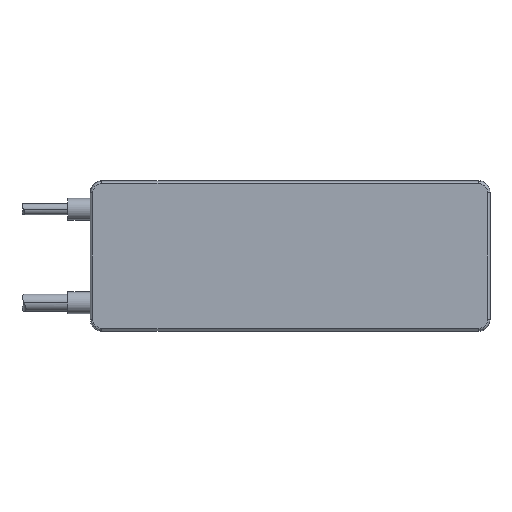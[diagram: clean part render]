
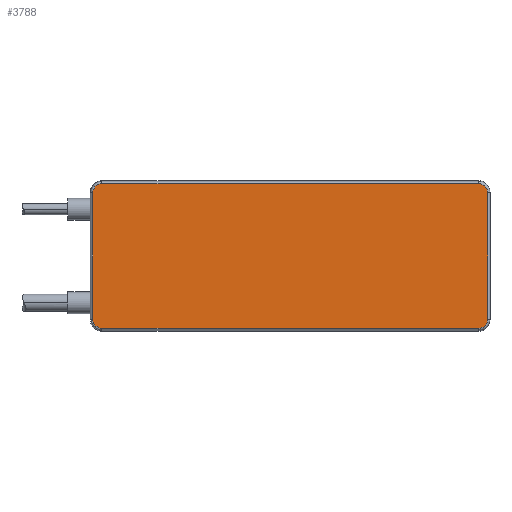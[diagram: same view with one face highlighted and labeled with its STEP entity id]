
A CAD part, front view. The second image highlights one B-rep face of the part: STEP entity #3788.
In plain terms, the highlighted planar face has unit normal (0, -1, 0).
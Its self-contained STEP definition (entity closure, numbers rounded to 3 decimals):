
#545=CARTESIAN_POINT('',(150.167,-7.85,-31.668));
#546=CARTESIAN_POINT('',(150.401,-7.85,-31.668));
#547=CARTESIAN_POINT('',(150.862,-7.85,-31.628));
#548=CARTESIAN_POINT('',(151.541,-7.85,-31.446));
#549=CARTESIAN_POINT('',(152.176,-7.85,-31.15));
#550=CARTESIAN_POINT('',(152.751,-7.85,-30.748));
#551=CARTESIAN_POINT('',(153.247,-7.85,-30.252));
#552=CARTESIAN_POINT('',(153.649,-7.85,-29.677));
#553=CARTESIAN_POINT('',(153.945,-7.85,-29.042));
#554=CARTESIAN_POINT('',(154.126,-7.85,-28.363));
#555=CARTESIAN_POINT('',(154.166,-7.85,-27.902));
#556=CARTESIAN_POINT('',(154.167,-7.85,-27.668));
#558=DIRECTION('',(1.,0.,0.));
#559=VECTOR('',#558,165.);
#560=CARTESIAN_POINT('',(-14.834,-7.85,-31.668));
#561=LINE('',#560,#559);
#562=CARTESIAN_POINT('',(-18.834,-7.85,-27.668));
#563=CARTESIAN_POINT('',(-18.833,-7.85,
-27.902));
#564=CARTESIAN_POINT('',(-18.793,-7.85,
-28.364));
#565=CARTESIAN_POINT('',(-18.612,-7.85,
-29.042));
#566=CARTESIAN_POINT('',(-18.315,-7.85,
-29.678));
#567=CARTESIAN_POINT('',(-17.913,-7.85,-30.252));
#568=CARTESIAN_POINT('',(-17.417,-7.85,-30.748));
#569=CARTESIAN_POINT('',(-16.843,-7.85,
-31.15));
#570=CARTESIAN_POINT('',(-16.208,-7.85,
-31.447));
#571=CARTESIAN_POINT('',(-15.529,-7.85,
-31.628));
#572=CARTESIAN_POINT('',(-15.068,-7.85,
-31.668));
#573=CARTESIAN_POINT('',(-14.834,-7.85,-31.668));
#575=CARTESIAN_POINT('',(-14.834,-7.85,31.668));
#576=CARTESIAN_POINT('',(-15.068,-7.85,31.668));
#577=CARTESIAN_POINT('',(-15.529,-7.85,31.628));
#578=CARTESIAN_POINT('',(-16.208,-7.85,31.446));
#579=CARTESIAN_POINT('',(-16.843,-7.85,31.15));
#580=CARTESIAN_POINT('',(-17.418,-7.85,30.748));
#581=CARTESIAN_POINT('',(-17.914,-7.85,30.252));
#582=CARTESIAN_POINT('',(-18.316,-7.85,29.677));
#583=CARTESIAN_POINT('',(-18.612,-7.85,29.042));
#584=CARTESIAN_POINT('',(-18.793,-7.85,28.363));
#585=CARTESIAN_POINT('',(-18.833,-7.85,27.902));
#586=CARTESIAN_POINT('',(-18.834,-7.85,27.668));
#588=DIRECTION('',(-1.,0.,0.));
#589=VECTOR('',#588,165.);
#590=CARTESIAN_POINT('',(150.167,-7.85,31.668));
#591=LINE('',#590,#589);
#592=CARTESIAN_POINT('',(154.167,-7.85,27.668));
#593=CARTESIAN_POINT('',(154.166,-7.85,27.902));
#594=CARTESIAN_POINT('',(154.126,-7.85,28.364));
#595=CARTESIAN_POINT('',(153.945,-7.85,29.042));
#596=CARTESIAN_POINT('',(153.648,-7.85,29.678));
#597=CARTESIAN_POINT('',(153.246,-7.85,30.252));
#598=CARTESIAN_POINT('',(152.75,-7.85,30.748));
#599=CARTESIAN_POINT('',(152.176,-7.85,31.15));
#600=CARTESIAN_POINT('',(151.541,-7.85,31.447));
#601=CARTESIAN_POINT('',(150.862,-7.85,31.628));
#602=CARTESIAN_POINT('',(150.401,-7.85,31.668));
#603=CARTESIAN_POINT('',(150.167,-7.85,31.668));
#605=DIRECTION('',(0.,0.,1.));
#606=VECTOR('',#605,55.335);
#607=CARTESIAN_POINT('',(154.167,-7.85,-27.668));
#608=LINE('',#607,#606);
#710=DIRECTION('',(0.,0.,-1.));
#711=VECTOR('',#710,55.335);
#712=CARTESIAN_POINT('',(-18.834,-7.85,27.668));
#713=LINE('',#712,#711);
#2847=VERTEX_POINT('',#545);
#2848=VERTEX_POINT('',#556);
#2849=CARTESIAN_POINT('',(154.167,-7.85,27.668));
#2850=VERTEX_POINT('',#2849);
#2851=VERTEX_POINT('',#603);
#2852=CARTESIAN_POINT('',(-14.834,-7.85,31.668));
#2853=VERTEX_POINT('',#2852);
#2858=VERTEX_POINT('',#586);
#2859=VERTEX_POINT('',#562);
#2860=VERTEX_POINT('',#573);
#3766=CARTESIAN_POINT('',(67.667,-7.85,0.));
#3767=DIRECTION('',(0.,1.,0.));
#3768=DIRECTION('',(-1.,0.,0.));
#3769=AXIS2_PLACEMENT_3D('',#3766,#3767,#3768);
#3770=PLANE('',#3769);
#3772=ORIENTED_EDGE('',*,*,#3771,.F.);
#3773=ORIENTED_EDGE('',*,*,#3749,.F.);
#3775=ORIENTED_EDGE('',*,*,#3774,.F.);
#3777=ORIENTED_EDGE('',*,*,#3776,.F.);
#3779=ORIENTED_EDGE('',*,*,#3778,.F.);
#3781=ORIENTED_EDGE('',*,*,#3780,.F.);
#3783=ORIENTED_EDGE('',*,*,#3782,.F.);
#3785=ORIENTED_EDGE('',*,*,#3784,.F.);
#3786=EDGE_LOOP('',(#3772,#3773,#3775,#3777,#3779,#3781,#3783,#3785));
#3787=FACE_OUTER_BOUND('',#3786,.F.);
#3788=ADVANCED_FACE('',(#3787),#3770,.F.);
#557=B_SPLINE_CURVE_WITH_KNOTS('',3,(#545,#546,#547,#548,#549,#550,#551,#552,
#553,#554,#555,#556),.UNSPECIFIED.,.F.,.F.,(4,1,1,1,1,1,1,1,1,4),(0.,
0.111,0.222,0.333,0.444,
0.556,0.667,0.778,0.889,1.),
.UNSPECIFIED.);
#574=B_SPLINE_CURVE_WITH_KNOTS('',3,(#562,#563,#564,#565,#566,#567,#568,#569,
#570,#571,#572,#573),.UNSPECIFIED.,.F.,.F.,(4,1,1,1,1,1,1,1,1,4),(0.,
0.111,0.222,0.333,0.444,
0.556,0.667,0.778,0.889,1.),
.UNSPECIFIED.);
#587=B_SPLINE_CURVE_WITH_KNOTS('',3,(#575,#576,#577,#578,#579,#580,#581,#582,
#583,#584,#585,#586),.UNSPECIFIED.,.F.,.F.,(4,1,1,1,1,1,1,1,1,4),(0.,
0.111,0.222,0.333,0.444,
0.556,0.667,0.778,0.889,1.),
.UNSPECIFIED.);
#604=B_SPLINE_CURVE_WITH_KNOTS('',3,(#592,#593,#594,#595,#596,#597,#598,#599,
#600,#601,#602,#603),.UNSPECIFIED.,.F.,.F.,(4,1,1,1,1,1,1,1,1,4),(0.,
0.111,0.222,0.333,0.444,
0.556,0.667,0.778,0.889,1.),
.UNSPECIFIED.);
#3749=EDGE_CURVE('',#2860,#2847,#561,.T.);
#3771=EDGE_CURVE('',#2847,#2848,#557,.T.);
#3774=EDGE_CURVE('',#2859,#2860,#574,.T.);
#3776=EDGE_CURVE('',#2858,#2859,#713,.T.);
#3778=EDGE_CURVE('',#2853,#2858,#587,.T.);
#3780=EDGE_CURVE('',#2851,#2853,#591,.T.);
#3782=EDGE_CURVE('',#2850,#2851,#604,.T.);
#3784=EDGE_CURVE('',#2848,#2850,#608,.T.);
